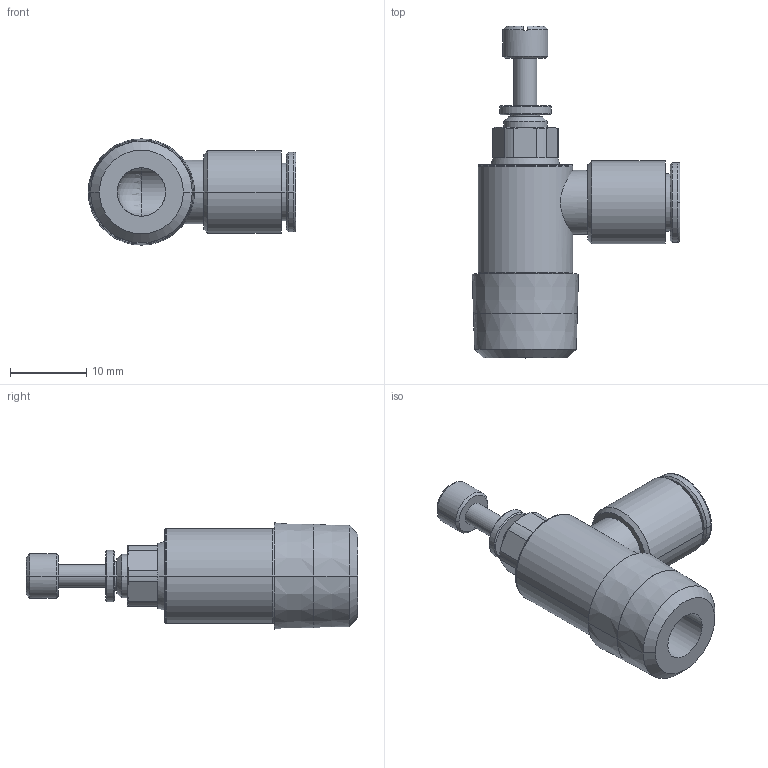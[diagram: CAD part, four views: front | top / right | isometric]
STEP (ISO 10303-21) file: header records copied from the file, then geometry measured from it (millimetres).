
FILE_DESCRIPTION(('STEP AP214'),'1');
FILE_NAME('7665_56_14.stp','2016-07-07T14:55:44',('TraceParts'),('TraceParts S.A.'),'Spatial InterOp 3D',' ',' ');
FILE_SCHEMA(('automotive_design'));
Length unit declared in the file: millimetre
Products named in the file (1): 1
Bounding box: 27.21 x 43.51 x 13.94 mm (x, y, z)
Volume: 3722.9 mm3; surface area: 3163.1 mm2
Topology: 1 solids, 1 shells, 112 faces, 251 edges, 152 vertices
Faces by surface type: plane 35, cone 34, cylinder 32, torus 10, sphere 1
Entity records: 3286 total; most frequent: CARTESIAN_POINT 721, DIRECTION 595, ORIENTED_EDGE 498, AXIS2_PLACEMENT_3D 254, EDGE_CURVE 249, VERTEX_POINT 152, CIRCLE 141, EDGE_LOOP 127
